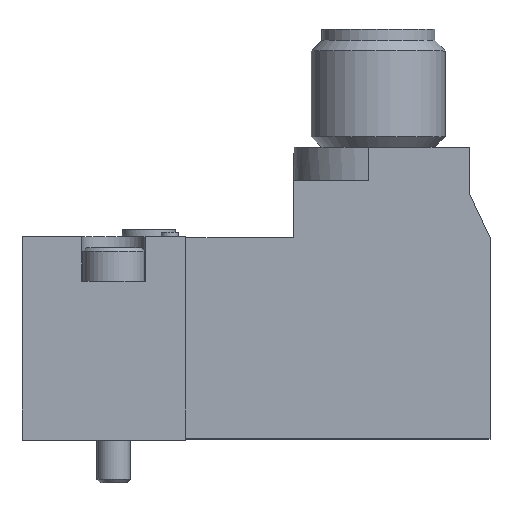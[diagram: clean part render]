
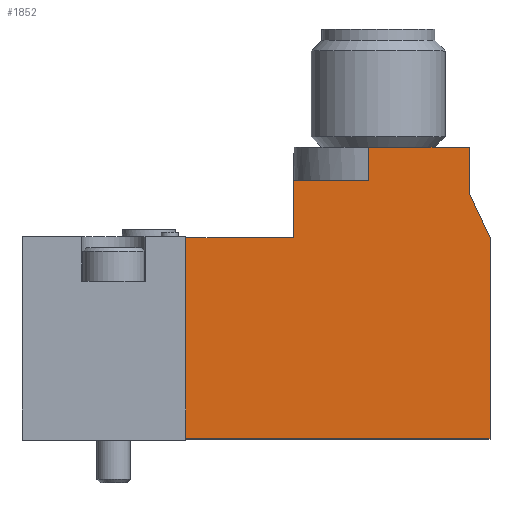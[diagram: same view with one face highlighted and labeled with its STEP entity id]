
A CAD part, top view. The second image highlights one B-rep face of the part: STEP entity #1852.
In plain terms, the highlighted planar face has unit normal (0, 0, 1).
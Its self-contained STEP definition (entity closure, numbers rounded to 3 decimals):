
#221=ORIENTED_EDGE('',*,*,#520,.F.);
#222=ORIENTED_EDGE('',*,*,#521,.T.);
#223=ORIENTED_EDGE('',*,*,#461,.T.);
#224=ORIENTED_EDGE('',*,*,#479,.T.);
#225=ORIENTED_EDGE('',*,*,#508,.T.);
#226=ORIENTED_EDGE('',*,*,#467,.T.);
#227=ORIENTED_EDGE('',*,*,#471,.T.);
#228=ORIENTED_EDGE('',*,*,#474,.T.);
#229=ORIENTED_EDGE('',*,*,#476,.T.);
#230=ORIENTED_EDGE('',*,*,#456,.T.);
#456=EDGE_CURVE('',#620,#619,#733,.T.);
#461=EDGE_CURVE('',#625,#624,#738,.T.);
#467=EDGE_CURVE('',#631,#630,#743,.T.);
#471=EDGE_CURVE('',#630,#633,#747,.T.);
#474=EDGE_CURVE('',#633,#635,#750,.T.);
#476=EDGE_CURVE('',#635,#620,#752,.T.);
#479=EDGE_CURVE('',#624,#637,#755,.T.);
#508=EDGE_CURVE('',#637,#631,#779,.T.);
#520=EDGE_CURVE('',#669,#619,#786,.F.);
#521=EDGE_CURVE('',#669,#625,#787,.T.);
#619=VERTEX_POINT('',#2471);
#620=VERTEX_POINT('',#2473);
#624=VERTEX_POINT('',#2482);
#625=VERTEX_POINT('',#2484);
#630=VERTEX_POINT('',#2496);
#631=VERTEX_POINT('',#2498);
#633=VERTEX_POINT('',#2504);
#635=VERTEX_POINT('',#2510);
#637=VERTEX_POINT('',#2519);
#669=VERTEX_POINT('',#2601);
#733=LINE('',#2472,#836);
#738=LINE('',#2483,#841);
#743=LINE('',#2497,#846);
#747=LINE('',#2505,#850);
#750=LINE('',#2511,#853);
#752=LINE('',#2514,#855);
#755=LINE('',#2520,#858);
#779=LINE('',#2577,#882);
#786=LINE('',#2600,#889);
#787=LINE('',#2602,#890);
#836=VECTOR('',#2096,1000.);
#841=VECTOR('',#2103,1000.);
#846=VECTOR('',#2114,1000.);
#850=VECTOR('',#2120,1000.);
#853=VECTOR('',#2125,1000.);
#855=VECTOR('',#2129,1000.);
#858=VECTOR('',#2134,1000.);
#882=VECTOR('',#2178,1000.);
#889=VECTOR('',#2201,1000.);
#890=VECTOR('',#2202,1000.);
#962=EDGE_LOOP('',(#221,#222,#223,#224,#225,#226,#227,#228,#229,#230));
#1085=FACE_BOUND('',#962,.T.);
#1193=PLANE('',#1961);
#1852=ADVANCED_FACE('',(#1085),#1193,.T.);
#1961=AXIS2_PLACEMENT_3D('',#2599,#2199,#2200);
#2096=DIRECTION('',(-1.,0.,0.));
#2103=DIRECTION('',(0.,-1.,0.));
#2114=DIRECTION('',(1.,0.,0.));
#2120=DIRECTION('',(0.,1.,0.));
#2125=DIRECTION('',(-0.423,0.906,0.));
#2129=DIRECTION('',(0.,1.,0.));
#2134=DIRECTION('',(-1.,0.,0.));
#2178=DIRECTION('',(0.,-1.,0.));
#2199=DIRECTION('',(0.,0.,1.));
#2200=DIRECTION('',(1.,0.,0.));
#2201=DIRECTION('',(0.,-1.,0.));
#2202=DIRECTION('',(-1.,0.,0.));
#2471=CARTESIAN_POINT('',(30.983,17.1,7.5));
#2472=CARTESIAN_POINT('',(40.,17.1,7.5));
#2473=CARTESIAN_POINT('',(40.,17.1,7.5));
#2482=CARTESIAN_POINT('',(24.3,9.,7.5));
#2483=CARTESIAN_POINT('',(24.3,17.1,7.5));
#2484=CARTESIAN_POINT('',(24.3,14.1,7.5));
#2496=CARTESIAN_POINT('',(41.85,-9.,7.5));
#2497=CARTESIAN_POINT('',(14.65,-9.,7.5));
#2498=CARTESIAN_POINT('',(14.65,-9.,7.5));
#2504=CARTESIAN_POINT('',(41.85,9.,7.5));
#2505=CARTESIAN_POINT('',(41.85,-9.,7.5));
#2510=CARTESIAN_POINT('',(40.,12.967,7.5));
#2511=CARTESIAN_POINT('',(41.85,9.,7.5));
#2514=CARTESIAN_POINT('',(40.,12.967,7.5));
#2519=CARTESIAN_POINT('',(14.65,9.,7.5));
#2520=CARTESIAN_POINT('',(24.3,9.,7.5));
#2577=CARTESIAN_POINT('',(14.65,20.,7.5));
#2599=CARTESIAN_POINT('',(44.65,20.,7.5));
#2600=CARTESIAN_POINT('',(30.983,20.1,7.5));
#2601=CARTESIAN_POINT('',(30.983,14.1,7.5));
#2602=CARTESIAN_POINT('',(44.65,14.1,7.5));
